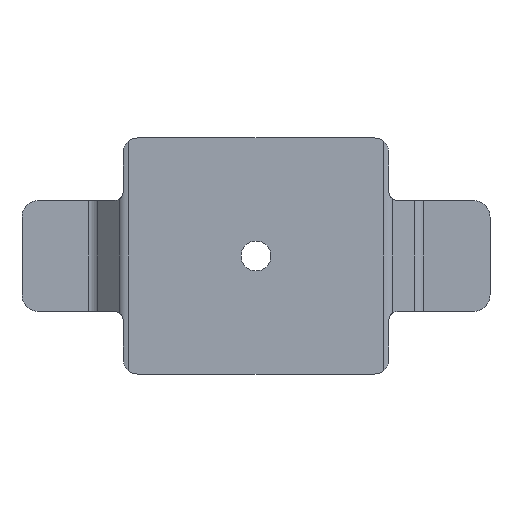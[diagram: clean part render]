
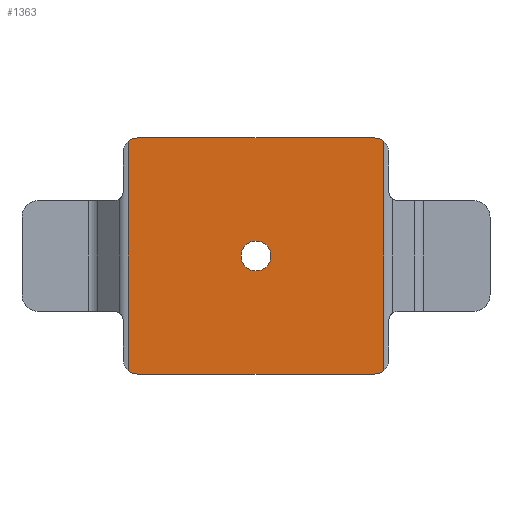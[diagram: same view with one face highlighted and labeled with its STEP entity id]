
A CAD part, front view. The second image highlights one B-rep face of the part: STEP entity #1363.
In plain terms, the highlighted planar face has unit normal (0, -1, 0).
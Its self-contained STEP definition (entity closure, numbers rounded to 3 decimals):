
#23=FACE_BOUND('',#143,.T.);
#31=PLANE('',#1451);
#71=FACE_OUTER_BOUND('',#142,.T.);
#142=EDGE_LOOP('',(#922,#923,#924,#925,#926,#927,#928,#929));
#143=EDGE_LOOP('',(#930,#931));
#218=CIRCLE('',#1447,2.5);
#220=CIRCLE('',#1452,2.5);
#221=CIRCLE('',#1453,2.5);
#222=CIRCLE('',#1454,2.5);
#223=CIRCLE('',#1455,2.54);
#224=CIRCLE('',#1456,2.54);
#289=LINE('',#2037,#415);
#292=LINE('',#2068,#418);
#293=LINE('',#2072,#419);
#294=LINE('',#2076,#420);
#415=VECTOR('',#1610,10.);
#418=VECTOR('',#1615,10.);
#419=VECTOR('',#1618,10.);
#420=VECTOR('',#1621,10.);
#547=VERTEX_POINT('',#2010);
#551=VERTEX_POINT('',#2022);
#556=VERTEX_POINT('',#2036);
#561=VERTEX_POINT('',#2067);
#562=VERTEX_POINT('',#2069);
#563=VERTEX_POINT('',#2071);
#564=VERTEX_POINT('',#2073);
#565=VERTEX_POINT('',#2075);
#566=VERTEX_POINT('',#2078);
#567=VERTEX_POINT('',#2079);
#695=EDGE_CURVE('',#551,#547,#218,.T.);
#701=EDGE_CURVE('',#547,#556,#289,.T.);
#707=EDGE_CURVE('',#551,#561,#292,.T.);
#708=EDGE_CURVE('',#562,#561,#220,.T.);
#709=EDGE_CURVE('',#563,#562,#293,.T.);
#710=EDGE_CURVE('',#564,#563,#221,.T.);
#711=EDGE_CURVE('',#564,#565,#294,.T.);
#712=EDGE_CURVE('',#556,#565,#222,.T.);
#713=EDGE_CURVE('',#566,#567,#223,.T.);
#714=EDGE_CURVE('',#567,#566,#224,.T.);
#922=ORIENTED_EDGE('',*,*,#695,.F.);
#923=ORIENTED_EDGE('',*,*,#707,.T.);
#924=ORIENTED_EDGE('',*,*,#708,.F.);
#925=ORIENTED_EDGE('',*,*,#709,.F.);
#926=ORIENTED_EDGE('',*,*,#710,.F.);
#927=ORIENTED_EDGE('',*,*,#711,.T.);
#928=ORIENTED_EDGE('',*,*,#712,.F.);
#929=ORIENTED_EDGE('',*,*,#701,.F.);
#930=ORIENTED_EDGE('',*,*,#713,.T.);
#931=ORIENTED_EDGE('',*,*,#714,.T.);
#1363=ADVANCED_FACE('',(#71,#23),#31,.T.);
#1447=AXIS2_PLACEMENT_3D('',#2024,#1598,#1599);
#1451=AXIS2_PLACEMENT_3D('',#2066,#1613,#1614);
#1452=AXIS2_PLACEMENT_3D('',#2070,#1616,#1617);
#1453=AXIS2_PLACEMENT_3D('',#2074,#1619,#1620);
#1454=AXIS2_PLACEMENT_3D('',#2077,#1622,#1623);
#1455=AXIS2_PLACEMENT_3D('',#2080,#1624,#1625);
#1456=AXIS2_PLACEMENT_3D('',#2081,#1626,#1627);
#1598=DIRECTION('center_axis',(0.,1.,0.));
#1599=DIRECTION('ref_axis',(-0.707,0.,-0.707));
#1610=DIRECTION('',(0.,0.,1.));
#1613=DIRECTION('center_axis',(0.,-1.,0.));
#1614=DIRECTION('ref_axis',(1.,0.,0.));
#1615=DIRECTION('',(1.,0.,0.));
#1616=DIRECTION('center_axis',(0.,1.,0.));
#1617=DIRECTION('ref_axis',(0.707,0.,-0.707));
#1618=DIRECTION('',(0.,0.,-1.));
#1619=DIRECTION('center_axis',(0.,1.,0.));
#1620=DIRECTION('ref_axis',(0.707,0.,0.707));
#1621=DIRECTION('',(-1.,0.,0.));
#1622=DIRECTION('center_axis',(0.,1.,0.));
#1623=DIRECTION('ref_axis',(-0.707,0.,0.707));
#1624=DIRECTION('center_axis',(0.,1.,0.));
#1625=DIRECTION('ref_axis',(-1.,0.,0.));
#1626=DIRECTION('center_axis',(0.,1.,0.));
#1627=DIRECTION('ref_axis',(-1.,0.,0.));
#2010=CARTESIAN_POINT('',(-21.672,-5.,-19.359));
#2022=CARTESIAN_POINT('',(-20.,-5.,-20.));
#2024=CARTESIAN_POINT('Origin',(-20.,-5.,-17.5));
#2036=CARTESIAN_POINT('',(-21.672,-5.,19.359));
#2037=CARTESIAN_POINT('',(-21.672,-5.,7.35));
#2066=CARTESIAN_POINT('Origin',(0.,-5.,0.));
#2067=CARTESIAN_POINT('',(20.,-5.,-20.));
#2068=CARTESIAN_POINT('',(22.5,-5.,-20.));
#2069=CARTESIAN_POINT('',(21.672,-5.,-19.359));
#2070=CARTESIAN_POINT('Origin',(20.,-5.,-17.5));
#2071=CARTESIAN_POINT('',(21.672,-5.,19.359));
#2072=CARTESIAN_POINT('',(21.672,-5.,-2.651));
#2073=CARTESIAN_POINT('',(20.,-5.,20.));
#2074=CARTESIAN_POINT('Origin',(20.,-5.,17.5));
#2075=CARTESIAN_POINT('',(-20.,-5.,20.));
#2076=CARTESIAN_POINT('',(-22.5,-5.,20.));
#2077=CARTESIAN_POINT('Origin',(-20.,-5.,17.5));
#2078=CARTESIAN_POINT('',(2.54,-5.,0.));
#2079=CARTESIAN_POINT('',(0.,-5.,2.54));
#2080=CARTESIAN_POINT('Origin',(0.,-5.,0.));
#2081=CARTESIAN_POINT('Origin',(0.,-5.,0.));
